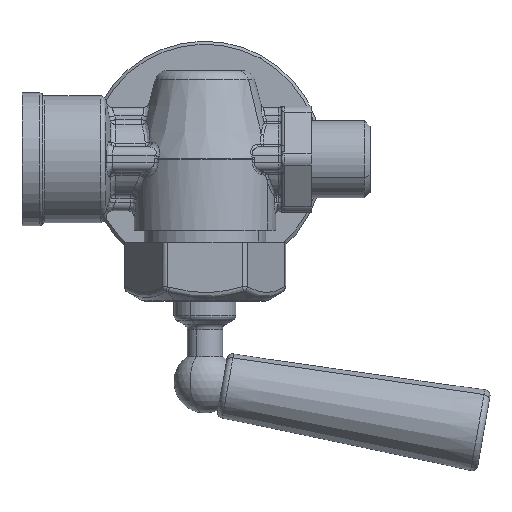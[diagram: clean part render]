
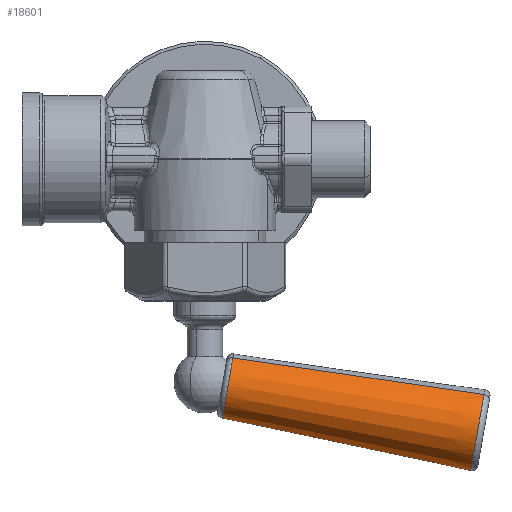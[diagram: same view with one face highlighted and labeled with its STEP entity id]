
A CAD part, left-side view. The second image highlights one B-rep face of the part: STEP entity #18601.
In plain terms, the highlighted conical face has half-angle 1.909 degrees and reference radius 5.532 mm.
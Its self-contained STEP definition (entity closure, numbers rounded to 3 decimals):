
#18510=CARTESIAN_POINT('Vertex',(3.339,-45.192,-51.926)) ;
#18517=CARTESIAN_POINT('Vertex',(-3.339,-47.315,-39.886)) ;
#18545=CARTESIAN_POINT('Axis2P3D Location',(0.,-46.253,-45.906)) ;
#18558=CARTESIAN_POINT('Axis2P3D Location',(0.,-3.906,-38.439)) ;
#18563=CARTESIAN_POINT('Line Origine',(2.996,-24.128,-47.573)) ;
#18567=CARTESIAN_POINT('Vertex',(2.652,-3.063,-43.22)) ;
#18574=CARTESIAN_POINT('Vertex',(-2.652,-4.749,-33.658)) ;
#18577=CARTESIAN_POINT('Line Origine',(-2.996,-26.032,-36.772)) ;
#18590=CARTESIAN_POINT('Axis2P3D Location',(0.,-3.906,-38.439)) ;
#18565=VECTOR('Line Direction',#18564,1.) ;
#18579=VECTOR('Line Direction',#18578,1.) ;
#18546=DIRECTION('Axis2P3D Direction',(0.,-0.985,-0.174)) ;
#18559=DIRECTION('Axis2P3D Direction',(0.,-0.985,-0.174)) ;
#18560=DIRECTION('Axis2P3D XDirection',(0.479,0.152,-0.864)) ;
#18564=DIRECTION('Vector Direction',(0.016,-0.979,-0.202)) ;
#18578=DIRECTION('Vector Direction',(-0.016,-0.989,-0.145)) ;
#18591=DIRECTION('Axis2P3D Direction',(0.,-0.985,-0.174)) ;
#18547=AXIS2_PLACEMENT_3D('Circle Axis2P3D',#18545,#18546,$) ;
#18561=AXIS2_PLACEMENT_3D('Cone Axis2P3D',#18558,#18559,#18560) ;
#18592=AXIS2_PLACEMENT_3D('Circle Axis2P3D',#18590,#18591,$) ;
#18566=LINE('Line',#18563,#18565) ;
#18580=LINE('Line',#18577,#18579) ;
#18548=CIRCLE('generated circle',#18547,6.966) ;
#18593=CIRCLE('generated circle',#18592,5.532) ;
#18562=CONICAL_SURFACE('Cone',#18561,5.532,0.033) ;
#18549=EDGE_CURVE('',#18518,#18511,#18548,.T.) ;
#18569=EDGE_CURVE('',#18511,#18568,#18566,.F.) ;
#18581=EDGE_CURVE('',#18518,#18575,#18580,.F.) ;
#18594=EDGE_CURVE('',#18575,#18568,#18593,.T.) ;
#18596=ORIENTED_EDGE('',*,*,#18549,.F.) ;
#18597=ORIENTED_EDGE('',*,*,#18581,.T.) ;
#18598=ORIENTED_EDGE('',*,*,#18594,.T.) ;
#18599=ORIENTED_EDGE('',*,*,#18569,.F.) ;
#18595=EDGE_LOOP('',(#18596,#18597,#18598,#18599)) ;
#18511=VERTEX_POINT('',#18510) ;
#18518=VERTEX_POINT('',#18517) ;
#18568=VERTEX_POINT('',#18567) ;
#18575=VERTEX_POINT('',#18574) ;
#18601=ADVANCED_FACE('PartBody',(#18600),#18562,.T.) ;
#18600=FACE_OUTER_BOUND('',#18595,.T.) ;
